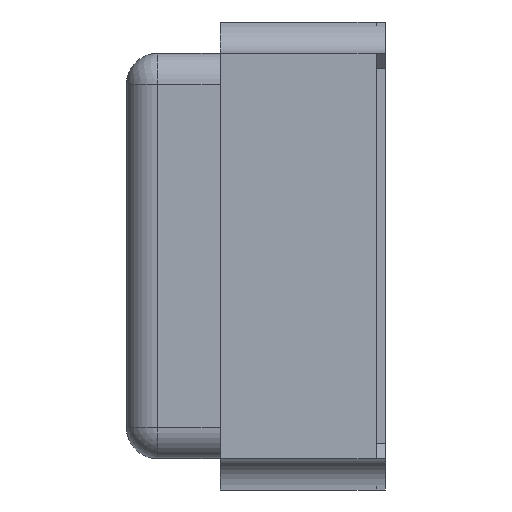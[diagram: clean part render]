
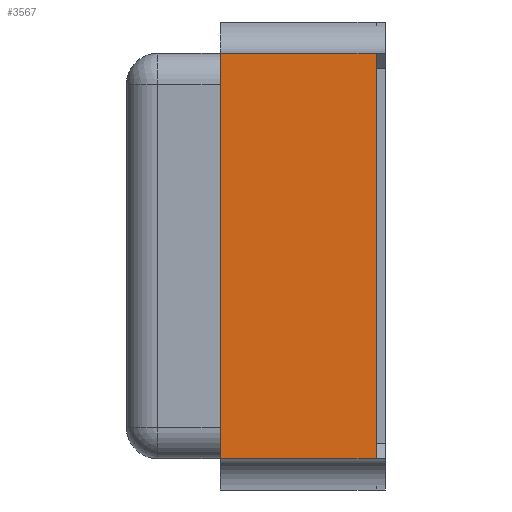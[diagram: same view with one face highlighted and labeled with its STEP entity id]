
A CAD part, left-side view. The second image highlights one B-rep face of the part: STEP entity #3567.
In plain terms, the highlighted planar face has unit normal (-1, 0, 0).
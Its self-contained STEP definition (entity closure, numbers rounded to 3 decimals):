
#460=FACE_OUTER_BOUND('',#663,.T.);
#663=EDGE_LOOP('',(#3198,#3199,#3200,#3201));
#981=LINE('',#6396,#1329);
#1002=LINE('',#6472,#1350);
#1012=LINE('',#6499,#1360);
#1013=LINE('',#6501,#1361);
#1329=VECTOR('',#4258,10.);
#1350=VECTOR('',#4347,10.);
#1360=VECTOR('',#4377,10.);
#1361=VECTOR('',#4380,10.);
#1657=VERTEX_POINT('',#6368);
#1663=VERTEX_POINT('',#6383);
#1686=VERTEX_POINT('',#6471);
#1693=VERTEX_POINT('',#6497);
#2149=EDGE_CURVE('',#1657,#1663,#981,.T.);
#2186=EDGE_CURVE('',#1657,#1686,#1002,.T.);
#2200=EDGE_CURVE('',#1663,#1693,#1012,.T.);
#2201=EDGE_CURVE('',#1686,#1693,#1013,.T.);
#3198=ORIENTED_EDGE('',*,*,#2149,.T.);
#3199=ORIENTED_EDGE('',*,*,#2200,.T.);
#3200=ORIENTED_EDGE('',*,*,#2201,.F.);
#3201=ORIENTED_EDGE('',*,*,#2186,.F.);
#3323=PLANE('',#3737);
#3567=ADVANCED_FACE('',(#460),#3323,.T.);
#3737=AXIS2_PLACEMENT_3D('',#6500,#4378,#4379);
#4258=DIRECTION('',(0.,0.,1.));
#4347=DIRECTION('',(0.,1.,0.));
#4377=DIRECTION('',(0.,1.,0.));
#4378=DIRECTION('center_axis',(-1.,0.,0.));
#4379=DIRECTION('ref_axis',(0.,0.,1.));
#4380=DIRECTION('',(0.,0.,1.));
#6368=CARTESIAN_POINT('',(-1.6,0.,-0.65));
#6383=CARTESIAN_POINT('',(-1.6,0.,0.65));
#6396=CARTESIAN_POINT('',(-1.6,0.,-0.75));
#6471=CARTESIAN_POINT('',(-1.6,0.5,-0.65));
#6472=CARTESIAN_POINT('',(-1.6,0.,-0.65));
#6497=CARTESIAN_POINT('',(-1.6,0.5,0.65));
#6499=CARTESIAN_POINT('',(-1.6,0.,0.65));
#6500=CARTESIAN_POINT('Origin',(-1.6,0.,-0.65));
#6501=CARTESIAN_POINT('',(-1.6,0.5,-0.75));
